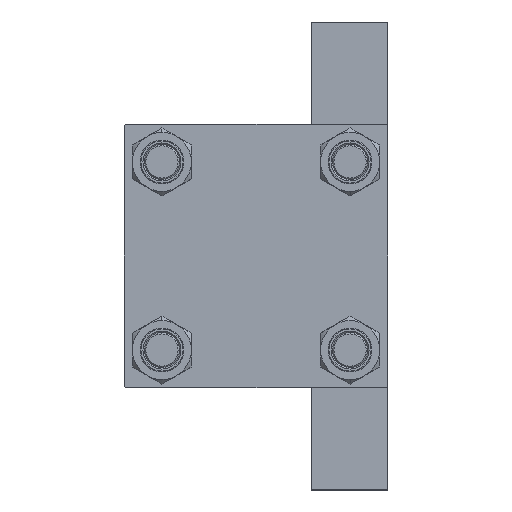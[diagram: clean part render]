
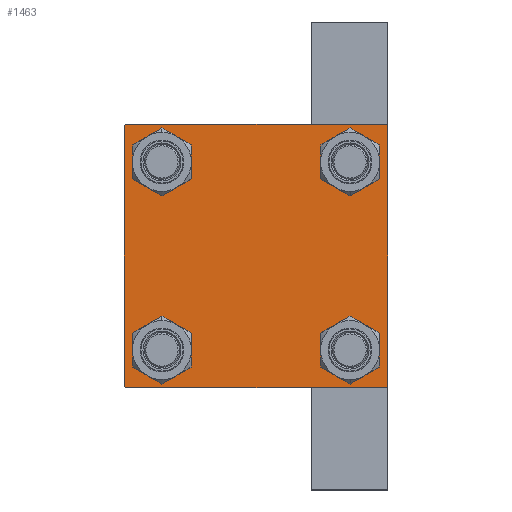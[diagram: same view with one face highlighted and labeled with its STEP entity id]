
A CAD part, left-side view. The second image highlights one B-rep face of the part: STEP entity #1463.
In plain terms, the highlighted planar face has unit normal (-1, 0, 0).
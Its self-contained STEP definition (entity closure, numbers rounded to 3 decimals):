
#207 = DIRECTION ( 'NONE',  ( 0., 0., 1. ) ) ;
#334 = AXIS2_PLACEMENT_3D ( 'NONE', #24147, #28066, #42994 ) ;
#486 = CARTESIAN_POINT ( 'NONE',  ( 0., -32.15, -32.15 ) ) ;
#918 = ORIENTED_EDGE ( 'NONE', *, *, #7698, .T. ) ;
#992 = AXIS2_PLACEMENT_3D ( 'NONE', #27394, #35460, #27639 ) ;
#1463 = ADVANCED_FACE ( 'NONE', ( #45261, #8038, #12196, #9255, #12688 ), #31082, .T. ) ;
#1744 = CARTESIAN_POINT ( 'NONE',  ( 0., 32.15, 38.65 ) ) ;
#1844 = DIRECTION ( 'NONE',  ( 1., 0., 0. ) ) ;
#2953 = CARTESIAN_POINT ( 'NONE',  ( 0., -45., 44.5 ) ) ;
#3297 = VECTOR ( 'NONE', #15647, 1000. ) ;
#3410 = CARTESIAN_POINT ( 'NONE',  ( 0., 44.5, -45. ) ) ;
#3496 = VERTEX_POINT ( 'NONE', #16752 ) ;
#3662 = CIRCLE ( 'NONE', #33431, 6.5 ) ;
#3853 = CARTESIAN_POINT ( 'NONE',  ( 0., -44.75, 44.75 ) ) ;
#4000 = EDGE_CURVE ( 'NONE', #36447, #11039, #38630, .T. ) ;
#4222 = AXIS2_PLACEMENT_3D ( 'NONE', #486, #45527, #15415 ) ;
#4834 = DIRECTION ( 'NONE',  ( 1., 0., 0. ) ) ;
#5055 = ORIENTED_EDGE ( 'NONE', *, *, #26243, .T. ) ;
#5217 = VECTOR ( 'NONE', #24932, 1000. ) ;
#5509 = CIRCLE ( 'NONE', #39911, 6.5 ) ;
#5548 = LINE ( 'NONE', #46923, #43093 ) ;
#6678 = DIRECTION ( 'NONE',  ( 0., -1., 0. ) ) ;
#6824 = EDGE_CURVE ( 'NONE', #44076, #13628, #9522, .T. ) ;
#7698 = EDGE_CURVE ( 'NONE', #18841, #28755, #36931, .T. ) ;
#8038 = FACE_BOUND ( 'NONE', #46361, .T. ) ;
#8519 = CARTESIAN_POINT ( 'NONE',  ( 0., -44.75, -44.75 ) ) ;
#9255 = FACE_BOUND ( 'NONE', #36589, .T. ) ;
#9256 = DIRECTION ( 'NONE',  ( 0., -0.707, -0.707 ) ) ;
#9522 = LINE ( 'NONE', #17852, #17600 ) ;
#9684 = CIRCLE ( 'NONE', #334, 6.5 ) ;
#10095 = EDGE_CURVE ( 'NONE', #26771, #28755, #11063, .T. ) ;
#10164 = ORIENTED_EDGE ( 'NONE', *, *, #4000, .T. ) ;
#10338 = CARTESIAN_POINT ( 'NONE',  ( 0., 32.15, 32.15 ) ) ;
#10526 = EDGE_CURVE ( 'NONE', #43995, #11538, #32523, .T. ) ;
#10633 = CARTESIAN_POINT ( 'NONE',  ( 0., -44.5, -45. ) ) ;
#10908 = CARTESIAN_POINT ( 'NONE',  ( 0., -32.15, -32.15 ) ) ;
#11039 = VERTEX_POINT ( 'NONE', #20079 ) ;
#11063 = LINE ( 'NONE', #11294, #14586 ) ;
#11294 = CARTESIAN_POINT ( 'NONE',  ( 0., 45., 45. ) ) ;
#11346 = EDGE_LOOP ( 'NONE', ( #38105, #36986, #27513, #44926, #33967, #918, #42579, #32415 ) ) ;
#11538 = VERTEX_POINT ( 'NONE', #39347 ) ;
#11560 = EDGE_CURVE ( 'NONE', #11039, #36447, #41223, .T. ) ;
#11990 = ORIENTED_EDGE ( 'NONE', *, *, #11560, .T. ) ;
#12196 = FACE_BOUND ( 'NONE', #37319, .T. ) ;
#12688 = FACE_OUTER_BOUND ( 'NONE', #11346, .T. ) ;
#12716 = ORIENTED_EDGE ( 'NONE', *, *, #13542, .T. ) ;
#13542 = EDGE_CURVE ( 'NONE', #20345, #3496, #16125, .T. ) ;
#13561 = CARTESIAN_POINT ( 'NONE',  ( 0., -32.15, 25.65 ) ) ;
#13628 = VERTEX_POINT ( 'NONE', #10633 ) ;
#13642 = ORIENTED_EDGE ( 'NONE', *, *, #39180, .T. ) ;
#14540 = CARTESIAN_POINT ( 'NONE',  ( 0., -44.5, 45. ) ) ;
#14586 = VECTOR ( 'NONE', #6678, 1000. ) ;
#14805 = VERTEX_POINT ( 'NONE', #42801 ) ;
#15415 = DIRECTION ( 'NONE',  ( 0., 0., 1. ) ) ;
#15477 = EDGE_LOOP ( 'NONE', ( #32974, #20776 ) ) ;
#15647 = DIRECTION ( 'NONE',  ( 0., 0.707, -0.707 ) ) ;
#15757 = EDGE_CURVE ( 'NONE', #32212, #47571, #3662, .T. ) ;
#16125 = CIRCLE ( 'NONE', #23175, 6.5 ) ;
#16175 = EDGE_CURVE ( 'NONE', #3496, #20345, #23284, .T. ) ;
#16333 = VECTOR ( 'NONE', #9256, 1000. ) ;
#16752 = CARTESIAN_POINT ( 'NONE',  ( 0., 32.15, 25.65 ) ) ;
#17301 = DIRECTION ( 'NONE',  ( 0., 0., -1. ) ) ;
#17600 = VECTOR ( 'NONE', #28399, 1000. ) ;
#17852 = CARTESIAN_POINT ( 'NONE',  ( 0., 45., -45. ) ) ;
#18242 = CARTESIAN_POINT ( 'NONE',  ( 0., -32.15, 38.65 ) ) ;
#18841 = VERTEX_POINT ( 'NONE', #2953 ) ;
#19063 = DIRECTION ( 'NONE',  ( 0., -0.707, 0.707 ) ) ;
#19540 = EDGE_CURVE ( 'NONE', #11538, #44076, #20046, .T. ) ;
#20046 = LINE ( 'NONE', #20530, #16333 ) ;
#20079 = CARTESIAN_POINT ( 'NONE',  ( 0., -32.15, -25.65 ) ) ;
#20345 = VERTEX_POINT ( 'NONE', #1744 ) ;
#20460 = CARTESIAN_POINT ( 'NONE',  ( 0., -32.15, 32.15 ) ) ;
#20530 = CARTESIAN_POINT ( 'NONE',  ( 0., 44.75, -44.75 ) ) ;
#20707 = CIRCLE ( 'NONE', #48076, 6.5 ) ;
#20776 = ORIENTED_EDGE ( 'NONE', *, *, #15757, .T. ) ;
#20785 = VECTOR ( 'NONE', #40855, 1000. ) ;
#21541 = VERTEX_POINT ( 'NONE', #29591 ) ;
#23000 = LINE ( 'NONE', #44791, #3297 ) ;
#23175 = AXIS2_PLACEMENT_3D ( 'NONE', #47863, #48103, #40275 ) ;
#23284 = CIRCLE ( 'NONE', #45928, 6.5 ) ;
#23687 = EDGE_CURVE ( 'NONE', #26771, #43995, #23000, .T. ) ;
#24147 = CARTESIAN_POINT ( 'NONE',  ( 0., 32.15, -32.15 ) ) ;
#24932 = DIRECTION ( 'NONE',  ( 0., 0., -1. ) ) ;
#26168 = ORIENTED_EDGE ( 'NONE', *, *, #16175, .T. ) ;
#26243 = EDGE_CURVE ( 'NONE', #21541, #14805, #5509, .T. ) ;
#26263 = AXIS2_PLACEMENT_3D ( 'NONE', #10908, #40556, #40313 ) ;
#26771 = VERTEX_POINT ( 'NONE', #43705 ) ;
#27148 = LINE ( 'NONE', #8519, #44914 ) ;
#27394 = CARTESIAN_POINT ( 'NONE',  ( 0., 0., 0. ) ) ;
#27513 = ORIENTED_EDGE ( 'NONE', *, *, #6824, .T. ) ;
#27639 = DIRECTION ( 'NONE',  ( 0., 0., 1. ) ) ;
#28066 = DIRECTION ( 'NONE',  ( 1., 0., 0. ) ) ;
#28399 = DIRECTION ( 'NONE',  ( 0., -1., 0. ) ) ;
#28755 = VERTEX_POINT ( 'NONE', #14540 ) ;
#29481 = DIRECTION ( 'NONE',  ( 0., 0., 1. ) ) ;
#29591 = CARTESIAN_POINT ( 'NONE',  ( 0., 32.15, -38.65 ) ) ;
#29812 = CARTESIAN_POINT ( 'NONE',  ( 0., 45., 45. ) ) ;
#29931 = DIRECTION ( 'NONE',  ( 0., 0., 1. ) ) ;
#31082 = PLANE ( 'NONE',  #992 ) ;
#31841 = EDGE_CURVE ( 'NONE', #18841, #44478, #5548, .T. ) ;
#32212 = VERTEX_POINT ( 'NONE', #13561 ) ;
#32415 = ORIENTED_EDGE ( 'NONE', *, *, #23687, .T. ) ;
#32523 = LINE ( 'NONE', #29812, #5217 ) ;
#32974 = ORIENTED_EDGE ( 'NONE', *, *, #44784, .T. ) ;
#33431 = AXIS2_PLACEMENT_3D ( 'NONE', #20460, #1844, #35392 ) ;
#33967 = ORIENTED_EDGE ( 'NONE', *, *, #31841, .F. ) ;
#35343 = CARTESIAN_POINT ( 'NONE',  ( 0., 45., 44.5 ) ) ;
#35392 = DIRECTION ( 'NONE',  ( 0., 0., 1. ) ) ;
#35460 = DIRECTION ( 'NONE',  ( -1., 0., 0. ) ) ;
#36447 = VERTEX_POINT ( 'NONE', #43397 ) ;
#36550 = DIRECTION ( 'NONE',  ( 1., 0., 0. ) ) ;
#36589 = EDGE_LOOP ( 'NONE', ( #12716, #26168 ) ) ;
#36931 = LINE ( 'NONE', #3853, #20785 ) ;
#36986 = ORIENTED_EDGE ( 'NONE', *, *, #19540, .T. ) ;
#37319 = EDGE_LOOP ( 'NONE', ( #13642, #5055 ) ) ;
#38105 = ORIENTED_EDGE ( 'NONE', *, *, #10526, .T. ) ;
#38416 = CARTESIAN_POINT ( 'NONE',  ( 0., -45., -44.5 ) ) ;
#38630 = CIRCLE ( 'NONE', #4222, 6.5 ) ;
#39180 = EDGE_CURVE ( 'NONE', #14805, #21541, #9684, .T. ) ;
#39347 = CARTESIAN_POINT ( 'NONE',  ( 0., 45., -44.5 ) ) ;
#39911 = AXIS2_PLACEMENT_3D ( 'NONE', #45491, #4834, #207 ) ;
#40275 = DIRECTION ( 'NONE',  ( 0., 0., 1. ) ) ;
#40313 = DIRECTION ( 'NONE',  ( 0., 0., 1. ) ) ;
#40556 = DIRECTION ( 'NONE',  ( 1., 0., 0. ) ) ;
#40855 = DIRECTION ( 'NONE',  ( 0., 0.707, 0.707 ) ) ;
#41223 = CIRCLE ( 'NONE', #26263, 6.5 ) ;
#42579 = ORIENTED_EDGE ( 'NONE', *, *, #10095, .F. ) ;
#42801 = CARTESIAN_POINT ( 'NONE',  ( 0., 32.15, -25.65 ) ) ;
#42994 = DIRECTION ( 'NONE',  ( 0., 0., 1. ) ) ;
#43074 = EDGE_CURVE ( 'NONE', #13628, #44478, #27148, .T. ) ;
#43093 = VECTOR ( 'NONE', #17301, 1000. ) ;
#43397 = CARTESIAN_POINT ( 'NONE',  ( 0., -32.15, -38.65 ) ) ;
#43705 = CARTESIAN_POINT ( 'NONE',  ( 0., 44.5, 45. ) ) ;
#43916 = DIRECTION ( 'NONE',  ( 1., 0., 0. ) ) ;
#43995 = VERTEX_POINT ( 'NONE', #35343 ) ;
#44076 = VERTEX_POINT ( 'NONE', #3410 ) ;
#44478 = VERTEX_POINT ( 'NONE', #38416 ) ;
#44784 = EDGE_CURVE ( 'NONE', #47571, #32212, #20707, .T. ) ;
#44791 = CARTESIAN_POINT ( 'NONE',  ( 0., 44.75, 44.75 ) ) ;
#44914 = VECTOR ( 'NONE', #19063, 1000. ) ;
#44926 = ORIENTED_EDGE ( 'NONE', *, *, #43074, .T. ) ;
#45261 = FACE_BOUND ( 'NONE', #15477, .T. ) ;
#45491 = CARTESIAN_POINT ( 'NONE',  ( 0., 32.15, -32.15 ) ) ;
#45527 = DIRECTION ( 'NONE',  ( 1., 0., 0. ) ) ;
#45928 = AXIS2_PLACEMENT_3D ( 'NONE', #10338, #36550, #29931 ) ;
#46361 = EDGE_LOOP ( 'NONE', ( #11990, #10164 ) ) ;
#46923 = CARTESIAN_POINT ( 'NONE',  ( 0., -45., 45. ) ) ;
#47571 = VERTEX_POINT ( 'NONE', #18242 ) ;
#47594 = CARTESIAN_POINT ( 'NONE',  ( 0., -32.15, 32.15 ) ) ;
#47863 = CARTESIAN_POINT ( 'NONE',  ( 0., 32.15, 32.15 ) ) ;
#48076 = AXIS2_PLACEMENT_3D ( 'NONE', #47594, #43916, #29481 ) ;
#48103 = DIRECTION ( 'NONE',  ( 1., 0., 0. ) ) ;
